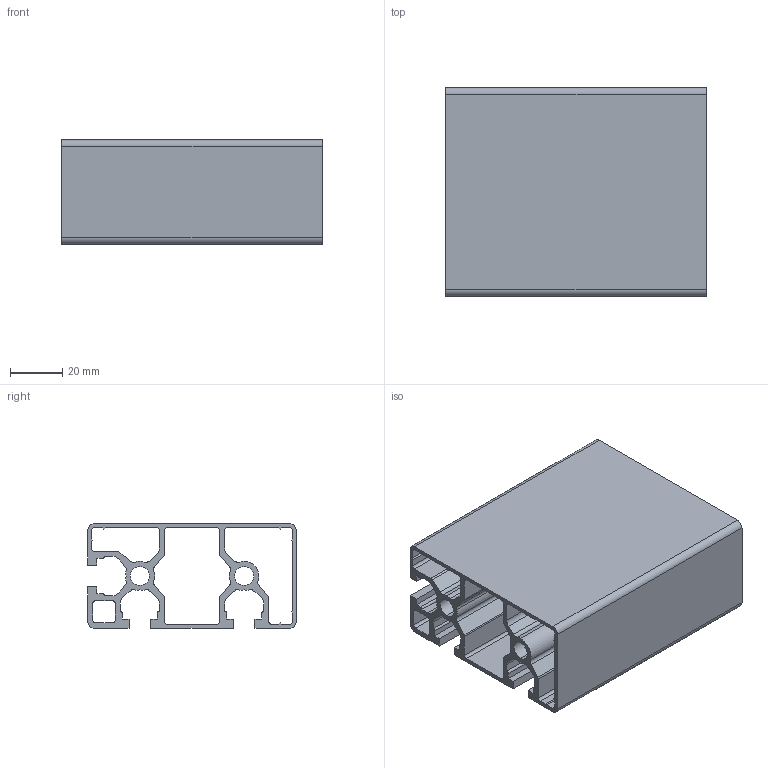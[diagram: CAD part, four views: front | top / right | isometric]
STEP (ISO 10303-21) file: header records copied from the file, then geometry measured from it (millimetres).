
FILE_DESCRIPTION (( 'STEP AP203' ), '1' );
FILE_NAME ('084.102.007.STEP', '2013-01-21T09:10:43', ( '' ), ( '' ), 'SwSTEP 2.0', 'SolidWorks 2011', '' );
FILE_SCHEMA (( 'CONFIG_CONTROL_DESIGN' ));
Length unit declared in the file: millimetre
Products named in the file (1): 084.102.007
Bounding box: 100 x 80 x 40 mm (x, y, z)
Volume: 76457.5 mm3; surface area: 75442.8 mm2
Topology: 1 solids, 1 shells, 163 faces, 483 edges, 322 vertices
Faces by surface type: plane 90, cylinder 73
Entity records: 5584 total; most frequent: CARTESIAN_POINT 969, ORIENTED_EDGE 966, DIRECTION 957, EDGE_CURVE 483, LINE 337, VECTOR 337, VERTEX_POINT 322, AXIS2_PLACEMENT_3D 310
